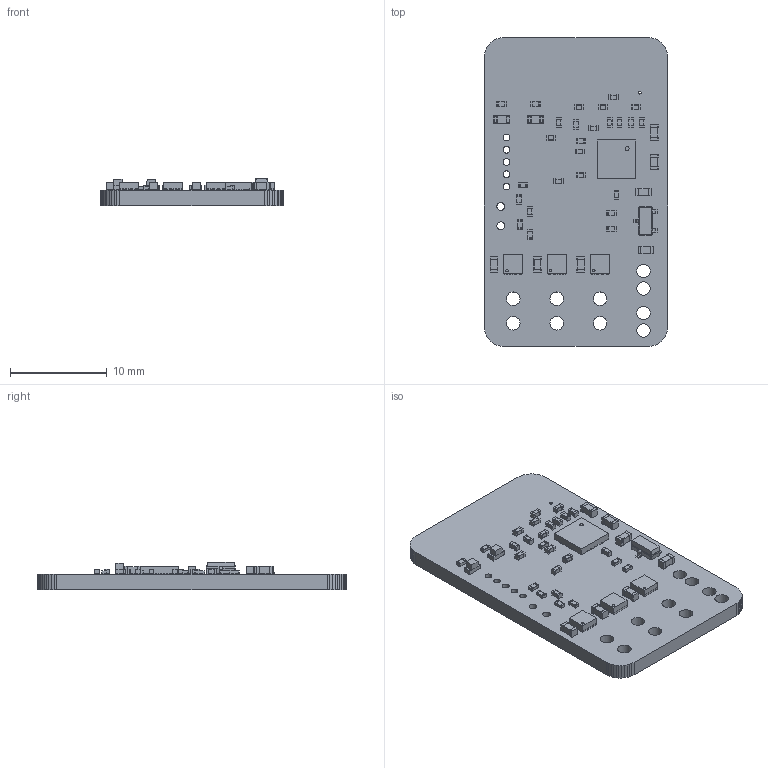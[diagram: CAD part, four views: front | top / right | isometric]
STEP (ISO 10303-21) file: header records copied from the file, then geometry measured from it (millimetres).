
FILE_DESCRIPTION(('FreeCAD Model'),'2;1');
FILE_NAME('Open CASCADE Shape Model','2023-05-06T19:46:58',(''),(''), 'Open CASCADE STEP processor 7.6','FreeCAD','Unknown');
FILE_SCHEMA(('AUTOMOTIVE_DESIGN { 1 0 10303 214 1 1 1 1 }'));
Length unit declared in the file: millimetre
Products named in the file (50): malenki-nanoi 1; C_0603_1608Metric; SOLID; R_0402_1005Metric; SOLID001; C_0402_1005Metric; SOLID002; R_0402_1005Metric001; C_0402_1005Metric001; L_0402_1005Metric; SOLID005; LED_0603_1608Metric; SOLID006; C_0402_1005Metric002; C_0402_1005Metric003; L_0402_1005Metric001; C_0603_1608Metric001; R_0402_1005Metric002; C_0402_1005Metric004; C_0402_1005Metric005; R_0402_1005Metric003; L_0402_1005Metric002; C_0402_1005Metric006; C_0402_1005Metric007; C_0603_1608Metric002; C_0603_1608Metric003; R_0402_1005Metric004; WSON-8-1EP_2x2mm_P0.5mm_EP0.9x1.6mm; SOLID023; C_0603_1608Metric004; C_0603_1608Metric005; C_0402_1005Metric008; C_0402_1005Metric009; R_0402_1005Metric005; C_0603_1608Metric006; R_0402_1005Metric006; C_0402_1005Metric010; C_0402_1005Metric011; WSON-8-1EP_2x2mm_P0.5mm_EP0.9x1.6mm001; C_0402_1005Metric012 ...
Assembly tree (81 placements, depth 3):
  malenki-nanoi 1
    C_0603_1608Metric
      SOLID
    R_0402_1005Metric
      SOLID001
    C_0402_1005Metric
      SOLID002
    R_0402_1005Metric001
      SOLID001
    C_0402_1005Metric001
      SOLID002
    L_0402_1005Metric
      SOLID005
    LED_0603_1608Metric
      SOLID006
    C_0402_1005Metric002
      SOLID002
    C_0402_1005Metric003
      SOLID002
    L_0402_1005Metric001
      SOLID005
    C_0603_1608Metric001
      SOLID
    R_0402_1005Metric002
      SOLID001
    C_0402_1005Metric004
      SOLID002
    C_0402_1005Metric005
      SOLID002
    R_0402_1005Metric003
      SOLID001
    L_0402_1005Metric002
      SOLID005
    C_0402_1005Metric006
      SOLID002
    C_0402_1005Metric007
      SOLID002
    C_0603_1608Metric002
      SOLID
    C_0603_1608Metric003
      SOLID
    R_0402_1005Metric004
      SOLID001
    WSON-8-1EP_2x2mm_P0.5mm_EP0.9x1.6mm
      SOLID023
    C_0603_1608Metric004
      SOLID
    C_0603_1608Metric005
      SOLID
    C_0402_1005Metric008
      SOLID002
    C_0402_1005Metric009
      SOLID002
    R_0402_1005Metric005
      SOLID001
    C_0603_1608Metric006
      SOLID
    R_0402_1005Metric006
      SOLID001
    C_0402_1005Metric010
Bounding box: 19 x 32 x 2.82 mm (x, y, z)
Volume: 959.4 mm3; surface area: 1654.6 mm2
Topology: 41 solids, 41 shells, 1469 faces, 3896 edges, 2566 vertices
Faces by surface type: plane 1027, cylinder 415, bspline 27
Full cylindrical faces by diameter (mm): 0.25 x3, 0.3 x6, 0.4 x1, 0.7 x5, 0.8 x2, 1.4 x10
Entity records: 38233 total; most frequent: CARTESIAN_POINT 6452, DIRECTION 5167, LINE 3637, VECTOR 3637, ORIENTED_EDGE 2718, PCURVE 2718, DEFINITIONAL_REPRESENTATION 2718, EDGE_CURVE 1359
